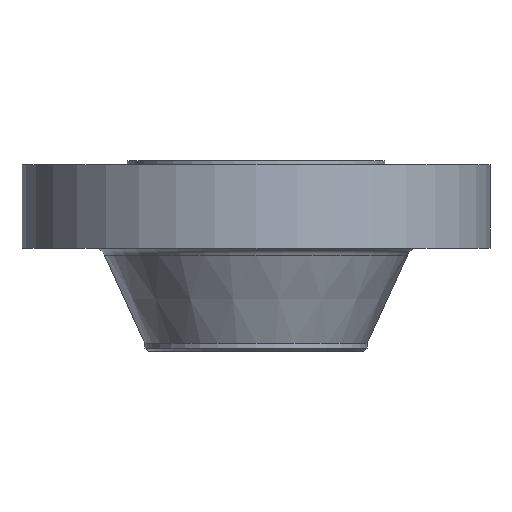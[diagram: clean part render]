
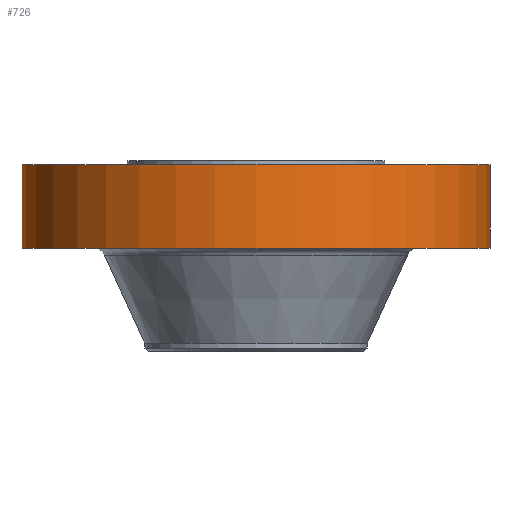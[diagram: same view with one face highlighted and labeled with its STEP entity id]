
A CAD part, front view. The second image highlights one B-rep face of the part: STEP entity #726.
In plain terms, the highlighted cylindrical face has radius 374.65 mm (diameter 749.3 mm), a partial arc.
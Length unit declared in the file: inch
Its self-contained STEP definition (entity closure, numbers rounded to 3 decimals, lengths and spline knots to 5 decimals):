
#6 = AXIS2_PLACEMENT_3D ( 'NONE', #1690, #517, #1697 ) ;
#78 = CARTESIAN_POINT ( 'NONE',  ( 14.75, 0., -5.5 ) ) ;
#142 = VECTOR ( 'NONE', #579, 39.37008 ) ;
#173 = CARTESIAN_POINT ( 'NONE',  ( -14.75, 0., 0. ) ) ;
#194 = EDGE_CURVE ( 'NONE', #697, #1162, #1230, .T. ) ;
#212 = CIRCLE ( 'NONE', #6, 14.75 ) ;
#216 = EDGE_CURVE ( 'NONE', #1162, #1734, #1379, .T. ) ;
#236 = DIRECTION ( 'NONE',  ( 0., 0., 1. ) ) ;
#245 = EDGE_CURVE ( 'NONE', #729, #1734, #707, .T. ) ;
#454 = CARTESIAN_POINT ( 'NONE',  ( 14.75, 0., 0. ) ) ;
#500 = CYLINDRICAL_SURFACE ( 'NONE', #1102, 14.75 ) ;
#517 = DIRECTION ( 'NONE',  ( 0., 0., 1. ) ) ;
#579 = DIRECTION ( 'NONE',  ( 0., 0., 1. ) ) ;
#597 = ORIENTED_EDGE ( 'NONE', *, *, #216, .F. ) ;
#668 = ORIENTED_EDGE ( 'NONE', *, *, #245, .T. ) ;
#674 = CARTESIAN_POINT ( 'NONE',  ( -14.75, 0., -0.25 ) ) ;
#697 = VERTEX_POINT ( 'NONE', #1149 ) ;
#707 = LINE ( 'NONE', #454, #142 ) ;
#726 = ADVANCED_FACE ( 'NONE', ( #1710 ), #500, .T. ) ;
#729 = VERTEX_POINT ( 'NONE', #78 ) ;
#772 = DIRECTION ( 'NONE',  ( 1., 0., 0. ) ) ;
#1038 = EDGE_CURVE ( 'NONE', #697, #729, #212, .T. ) ;
#1102 = AXIS2_PLACEMENT_3D ( 'NONE', #1578, #236, #772 ) ;
#1149 = CARTESIAN_POINT ( 'NONE',  ( -14.75, 0., -5.5 ) ) ;
#1155 = ORIENTED_EDGE ( 'NONE', *, *, #1038, .T. ) ;
#1162 = VERTEX_POINT ( 'NONE', #674 ) ;
#1212 = CARTESIAN_POINT ( 'NONE',  ( 0., 0., -0.25 ) ) ;
#1213 = EDGE_LOOP ( 'NONE', ( #1401, #1155, #668, #597 ) ) ;
#1219 = DIRECTION ( 'NONE',  ( 0., 0., 1. ) ) ;
#1230 = LINE ( 'NONE', #173, #1673 ) ;
#1237 = AXIS2_PLACEMENT_3D ( 'NONE', #1212, #1219, #1520 ) ;
#1379 = CIRCLE ( 'NONE', #1237, 14.75 ) ;
#1401 = ORIENTED_EDGE ( 'NONE', *, *, #194, .F. ) ;
#1424 = CARTESIAN_POINT ( 'NONE',  ( 14.75, 0., -0.25 ) ) ;
#1520 = DIRECTION ( 'NONE',  ( 1., 0., 0. ) ) ;
#1578 = CARTESIAN_POINT ( 'NONE',  ( 0., 0., 0. ) ) ;
#1631 = DIRECTION ( 'NONE',  ( 0., 0., 1. ) ) ;
#1673 = VECTOR ( 'NONE', #1631, 39.37008 ) ;
#1690 = CARTESIAN_POINT ( 'NONE',  ( 0., 0., -5.5 ) ) ;
#1697 = DIRECTION ( 'NONE',  ( 1., 0., 0. ) ) ;
#1710 = FACE_OUTER_BOUND ( 'NONE', #1213, .T. ) ;
#1734 = VERTEX_POINT ( 'NONE', #1424 ) ;
